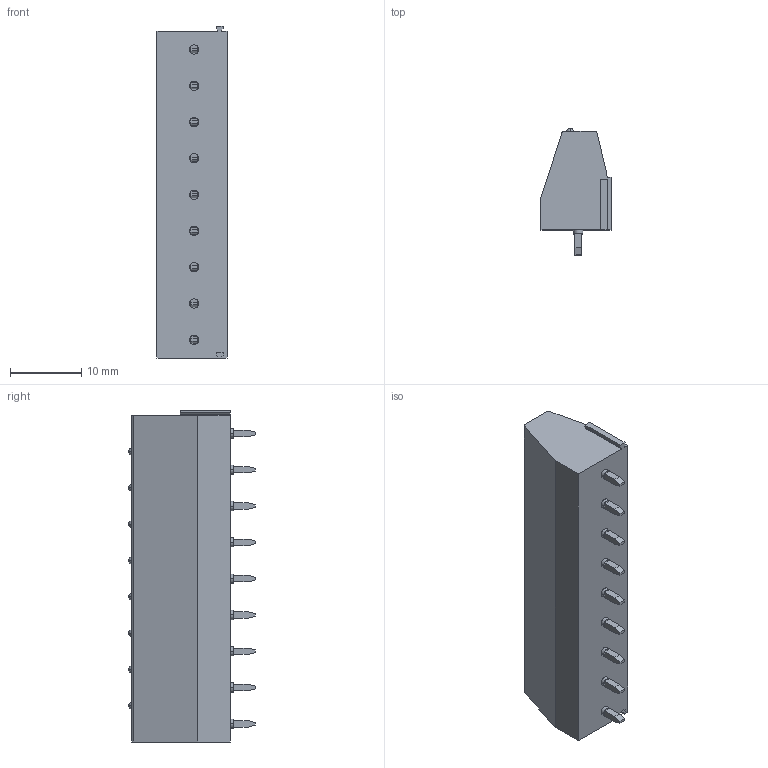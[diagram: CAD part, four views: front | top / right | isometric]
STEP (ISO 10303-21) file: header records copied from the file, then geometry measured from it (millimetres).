
FILE_DESCRIPTION(('SolidDesigner STEP Export'),'2;1');
FILE_NAME('mkds_1.5-9-5.08.stp','2002-07-19T 9:22:06',(''),(''),'SolidDesigner STEP processor Version: 7.0(Mar 1999)for AP214(CD)(Solid Model)','CoCreate SolidDesigner: 09.01 27-May-2001(C) CoCreate Software GmbH','');
FILE_SCHEMA(('AUTOMOTIVE_DESIGN_CC2 {1 2 10303 214 -1 1 5 1}'));
Length unit declared in the file: millimetre
Products named in the file (2): mkds_1.5-9-5.08
Assembly tree (1 placements, depth 2):
  mkds_1.5-9-5.08
    mkds_1.5-9-5.08
Bounding box: 9.8 x 17.7 x 46.46 mm (x, y, z)
Volume: 4860.7 mm3; surface area: 2955.1 mm2
Topology: 1 solids, 1 shells, 440 faces, 1063 edges, 673 vertices
Faces by surface type: plane 330, cylinder 78, sphere 32
Entity records: 14777 total; most frequent: ORIENTED_EDGE 2126, CARTESIAN_POINT 1859, DIRECTION 1705, EDGE_CURVE 1063, VERTEX_POINT 673, VECTOR 667, LINE 667, AXIS2_PLACEMENT_3D 519
